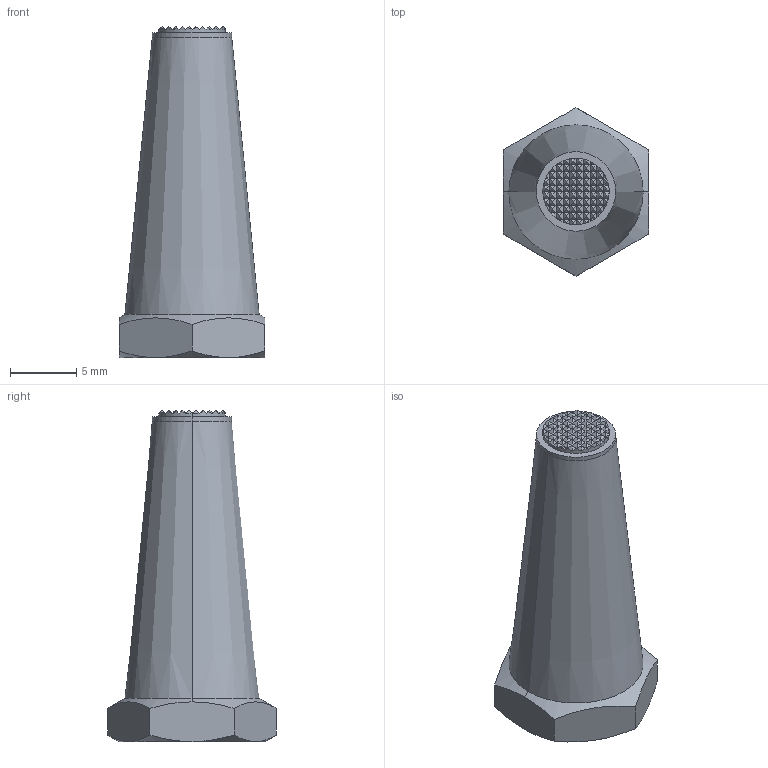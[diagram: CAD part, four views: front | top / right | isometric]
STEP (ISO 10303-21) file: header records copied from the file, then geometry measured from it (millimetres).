
FILE_DESCRIPTION (( 'STEP AP203' ), '1' );
FILE_NAME ('bj810-06025-s.STEP', '2021-10-25T00:29:47', ( '' ), ( '' ), 'SwSTEP 2.0', 'SolidWorks 2020', '' );
FILE_SCHEMA (( 'CONFIG_CONTROL_DESIGN' ));
Length unit declared in the file: millimetre
Products named in the file (1): bj810-06025-s
Bounding box: 11 x 12.7 x 24.98 mm (x, y, z)
Volume: 1241.8 mm3; surface area: 947.6 mm2
Topology: 1 solids, 1 shells, 215 faces, 624 edges, 413 vertices
Faces by surface type: plane 199, cone 10, cylinder 6
Entity records: 7097 total; most frequent: CARTESIAN_POINT 1624, ORIENTED_EDGE 1248, DIRECTION 969, EDGE_CURVE 624, LINE 501, VECTOR 501, VERTEX_POINT 413, AXIS2_PLACEMENT_3D 234
